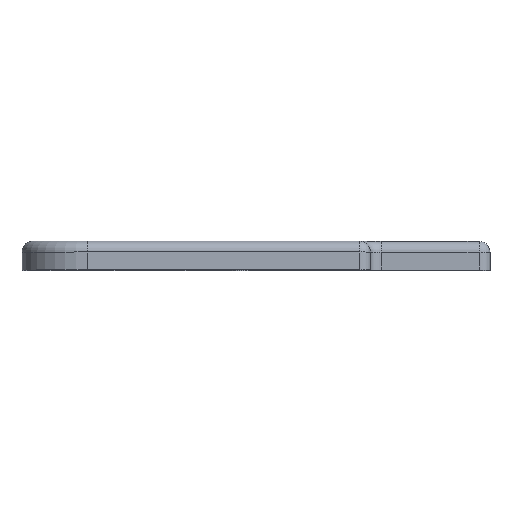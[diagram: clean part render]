
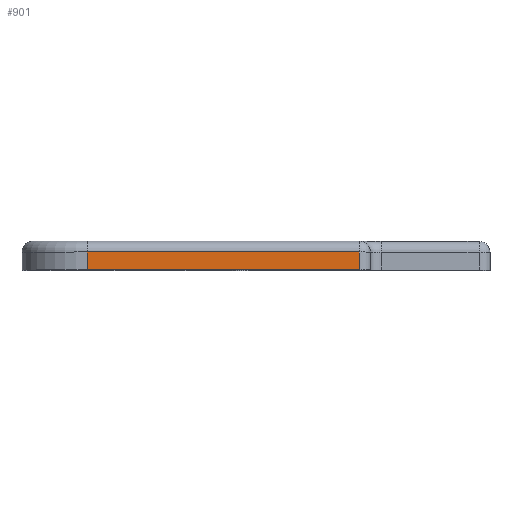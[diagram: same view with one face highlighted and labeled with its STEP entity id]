
A CAD part, top view. The second image highlights one B-rep face of the part: STEP entity #901.
In plain terms, the highlighted planar face has unit normal (0, 0, 1).
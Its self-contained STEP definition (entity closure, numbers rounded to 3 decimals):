
#206 = VERTEX_POINT ( 'NONE', #1604 ) ;
#306 = VERTEX_POINT ( 'NONE', #3674 ) ;
#316 = LINE ( 'NONE', #2204, #2816 ) ;
#373 = LINE ( 'NONE', #4082, #4489 ) ;
#407 = DIRECTION ( 'NONE',  ( 0., -1., 0. ) ) ;
#440 = DIRECTION ( 'NONE',  ( 0., 1., 0. ) ) ;
#491 = CARTESIAN_POINT ( 'NONE',  ( -110., 26.5, 0. ) ) ;
#717 = ORIENTED_EDGE ( 'NONE', *, *, #4403, .T. ) ;
#765 = ORIENTED_EDGE ( 'NONE', *, *, #3450, .T. ) ;
#822 = ORIENTED_EDGE ( 'NONE', *, *, #3540, .T. ) ;
#845 = EDGE_LOOP ( 'NONE', ( #822, #1211, #717, #765 ) ) ;
#874 = VECTOR ( 'NONE', #407, 1000. ) ;
#901 = ADVANCED_FACE ( 'NONE', ( #2675 ), #4562, .F. ) ;
#1000 = CARTESIAN_POINT ( 'NONE',  ( -110., 13.25, 0. ) ) ;
#1211 = ORIENTED_EDGE ( 'NONE', *, *, #1431, .T. ) ;
#1431 = EDGE_CURVE ( 'NONE', #306, #3387, #2177, .T. ) ;
#1467 = DIRECTION ( 'NONE',  ( -1., 0., 0. ) ) ;
#1604 = CARTESIAN_POINT ( 'NONE',  ( -80., 21.5, 0. ) ) ;
#1934 = AXIS2_PLACEMENT_3D ( 'NONE', #491, #3780, #4192 ) ;
#2094 = VECTOR ( 'NONE', #4771, 1000. ) ;
#2177 = LINE ( 'NONE', #1000, #2094 ) ;
#2204 = CARTESIAN_POINT ( 'NONE',  ( -80., 21.5, 0. ) ) ;
#2597 = CARTESIAN_POINT ( 'NONE',  ( -80., 26.5, 0. ) ) ;
#2675 = FACE_OUTER_BOUND ( 'NONE', #845, .T. ) ;
#2816 = VECTOR ( 'NONE', #1467, 1000. ) ;
#3387 = VERTEX_POINT ( 'NONE', #4024 ) ;
#3450 = EDGE_CURVE ( 'NONE', #4316, #206, #316, .T. ) ;
#3540 = EDGE_CURVE ( 'NONE', #206, #306, #4485, .T. ) ;
#3674 = CARTESIAN_POINT ( 'NONE',  ( -80., 13.25, 0. ) ) ;
#3780 = DIRECTION ( 'NONE',  ( 0., 0., -1. ) ) ;
#3784 = CARTESIAN_POINT ( 'NONE',  ( 45., 21.5, 0. ) ) ;
#4024 = CARTESIAN_POINT ( 'NONE',  ( 45., 13.25, 0. ) ) ;
#4082 = CARTESIAN_POINT ( 'NONE',  ( 45., 26.5, 0. ) ) ;
#4192 = DIRECTION ( 'NONE',  ( -1., 0., 0. ) ) ;
#4316 = VERTEX_POINT ( 'NONE', #3784 ) ;
#4403 = EDGE_CURVE ( 'NONE', #3387, #4316, #373, .T. ) ;
#4485 = LINE ( 'NONE', #2597, #874 ) ;
#4489 = VECTOR ( 'NONE', #440, 1000. ) ;
#4562 = PLANE ( 'NONE',  #1934 ) ;
#4771 = DIRECTION ( 'NONE',  ( 1., 0., 0. ) ) ;
